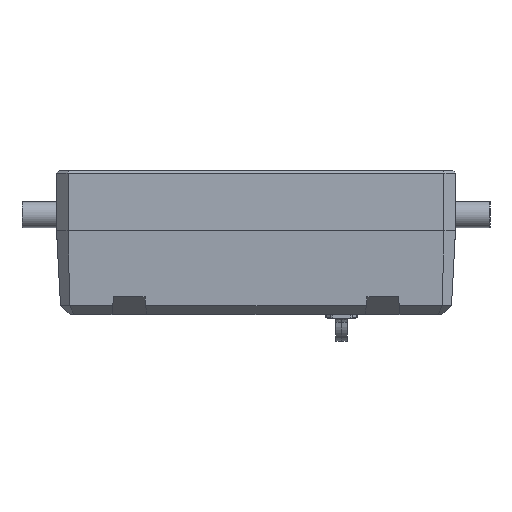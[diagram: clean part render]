
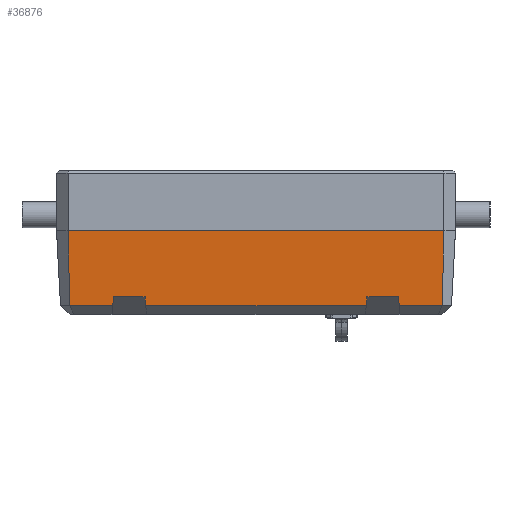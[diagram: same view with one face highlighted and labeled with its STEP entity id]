
A CAD part, top view. The second image highlights one B-rep face of the part: STEP entity #36876.
In plain terms, the highlighted planar face has unit normal (0, -0.052, 0.999).
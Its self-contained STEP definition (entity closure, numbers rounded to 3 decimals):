
#152 = VECTOR ( 'NONE', #29007, 1000. ) ;
#237 = DIRECTION ( 'NONE',  ( -0.087, -0.995, -0.052 ) ) ;
#300 = EDGE_CURVE ( 'NONE', #2642, #5063, #17845, .T. ) ;
#442 = LINE ( 'NONE', #2921, #17881 ) ;
#733 = ORIENTED_EDGE ( 'NONE', *, *, #4957, .T. ) ;
#783 = VECTOR ( 'NONE', #30468, 1000. ) ;
#976 = LINE ( 'NONE', #18580, #10591 ) ;
#1000 = VERTEX_POINT ( 'NONE', #7574 ) ;
#1004 = VECTOR ( 'NONE', #26545, 1000. ) ;
#1178 = DIRECTION ( 'NONE',  ( -0.087, 0.995, 0.052 ) ) ;
#1980 = CARTESIAN_POINT ( 'NONE',  ( 32.625, 12.5, 17.25 ) ) ;
#2642 = VERTEX_POINT ( 'NONE', #5028 ) ;
#2668 = CARTESIAN_POINT ( 'NONE',  ( -24.733, 1.047, 16.65 ) ) ;
#2921 = CARTESIAN_POINT ( 'NONE',  ( 19.267, 1.047, 16.65 ) ) ;
#3097 = CARTESIAN_POINT ( 'NONE',  ( 0., -0.502, 16.569 ) ) ;
#3801 = LINE ( 'NONE', #12686, #783 ) ;
#4509 = ORIENTED_EDGE ( 'NONE', *, *, #33162, .F. ) ;
#4593 = EDGE_CURVE ( 'NONE', #36468, #6966, #32643, .T. ) ;
#4957 = EDGE_CURVE ( 'NONE', #9217, #14221, #34871, .T. ) ;
#4984 = CARTESIAN_POINT ( 'NONE',  ( 32.343, -0.502, 16.569 ) ) ;
#5028 = CARTESIAN_POINT ( 'NONE',  ( -32.343, -0.502, 16.569 ) ) ;
#5063 = VERTEX_POINT ( 'NONE', #16068 ) ;
#5071 = EDGE_CURVE ( 'NONE', #18641, #21804, #3801, .T. ) ;
#5219 = CARTESIAN_POINT ( 'NONE',  ( -24.733, 1.047, 16.65 ) ) ;
#5587 = LINE ( 'NONE', #5219, #36647 ) ;
#5716 = CARTESIAN_POINT ( 'NONE',  ( -19., 1.047, 16.65 ) ) ;
#6835 = EDGE_CURVE ( 'NONE', #14221, #2642, #34587, .T. ) ;
#6966 = VERTEX_POINT ( 'NONE', #4984 ) ;
#7180 = CARTESIAN_POINT ( 'NONE',  ( 24.869, -0.502, 16.569 ) ) ;
#7373 = EDGE_CURVE ( 'NONE', #6966, #9217, #33161, .T. ) ;
#7574 = CARTESIAN_POINT ( 'NONE',  ( 19.131, -0.502, 16.569 ) ) ;
#7591 = CARTESIAN_POINT ( 'NONE',  ( -32.625, 12.5, 17.25 ) ) ;
#8138 = ORIENTED_EDGE ( 'NONE', *, *, #6835, .T. ) ;
#8524 = EDGE_CURVE ( 'NONE', #36985, #26768, #15385, .T. ) ;
#8544 = ORIENTED_EDGE ( 'NONE', *, *, #5071, .F. ) ;
#9217 = VERTEX_POINT ( 'NONE', #1980 ) ;
#9324 = CARTESIAN_POINT ( 'NONE',  ( 0., -0.502, 16.569 ) ) ;
#9430 = LINE ( 'NONE', #26670, #26584 ) ;
#9664 = ORIENTED_EDGE ( 'NONE', *, *, #22977, .F. ) ;
#10591 = VECTOR ( 'NONE', #1178, 1000. ) ;
#10671 = EDGE_CURVE ( 'NONE', #18641, #1000, #9430, .T. ) ;
#12685 = VERTEX_POINT ( 'NONE', #2668 ) ;
#12686 = CARTESIAN_POINT ( 'NONE',  ( -19.131, -0.502, 16.569 ) ) ;
#13440 = VECTOR ( 'NONE', #23901, 1000. ) ;
#13943 = EDGE_CURVE ( 'NONE', #21804, #12685, #31463, .T. ) ;
#14221 = VERTEX_POINT ( 'NONE', #7591 ) ;
#14673 = CARTESIAN_POINT ( 'NONE',  ( -32.625, 12.5, 17.25 ) ) ;
#15344 = CARTESIAN_POINT ( 'NONE',  ( -19.131, -0.502, 16.569 ) ) ;
#15385 = LINE ( 'NONE', #20504, #27066 ) ;
#16068 = CARTESIAN_POINT ( 'NONE',  ( -24.869, -0.502, 16.569 ) ) ;
#17845 = LINE ( 'NONE', #9324, #18377 ) ;
#17881 = VECTOR ( 'NONE', #237, 1000. ) ;
#18212 = CARTESIAN_POINT ( 'NONE',  ( 24.733, 1.047, 16.65 ) ) ;
#18377 = VECTOR ( 'NONE', #21065, 1000. ) ;
#18580 = CARTESIAN_POINT ( 'NONE',  ( 24.869, -0.502, 16.569 ) ) ;
#18641 = VERTEX_POINT ( 'NONE', #15344 ) ;
#19093 = ORIENTED_EDGE ( 'NONE', *, *, #8524, .T. ) ;
#19177 = DIRECTION ( 'NONE',  ( 0., -0.052, 0.999 ) ) ;
#20504 = CARTESIAN_POINT ( 'NONE',  ( 19., 1.047, 16.65 ) ) ;
#20991 = VECTOR ( 'NONE', #31547, 1000. ) ;
#21065 = DIRECTION ( 'NONE',  ( 1., 0., 0. ) ) ;
#21804 = VERTEX_POINT ( 'NONE', #32371 ) ;
#22977 = EDGE_CURVE ( 'NONE', #36468, #26768, #976, .T. ) ;
#23036 = ORIENTED_EDGE ( 'NONE', *, *, #10671, .T. ) ;
#23652 = EDGE_CURVE ( 'NONE', #12685, #5063, #5587, .T. ) ;
#23662 = CARTESIAN_POINT ( 'NONE',  ( -34.625, 12.5, 17.25 ) ) ;
#23854 = CARTESIAN_POINT ( 'NONE',  ( 32.343, -0.502, 16.569 ) ) ;
#23901 = DIRECTION ( 'NONE',  ( 1., 0., 0. ) ) ;
#26545 = DIRECTION ( 'NONE',  ( 0.022, 0.998, 0.052 ) ) ;
#26584 = VECTOR ( 'NONE', #35382, 1000. ) ;
#26670 = CARTESIAN_POINT ( 'NONE',  ( 0., -0.502, 16.569 ) ) ;
#26768 = VERTEX_POINT ( 'NONE', #18212 ) ;
#26963 = DIRECTION ( 'NONE',  ( 1., 0., 0. ) ) ;
#27066 = VECTOR ( 'NONE', #26963, 1000. ) ;
#27517 = ORIENTED_EDGE ( 'NONE', *, *, #4593, .T. ) ;
#28086 = DIRECTION ( 'NONE',  ( -1., 0., 0. ) ) ;
#28330 = DIRECTION ( 'NONE',  ( -0.087, -0.995, -0.052 ) ) ;
#28618 = DIRECTION ( 'NONE',  ( -1., 0., 0. ) ) ;
#29007 = DIRECTION ( 'NONE',  ( -1., 0., 0. ) ) ;
#30204 = CARTESIAN_POINT ( 'NONE',  ( -34.625, 12.5, 17.25 ) ) ;
#30468 = DIRECTION ( 'NONE',  ( -0.087, 0.995, 0.052 ) ) ;
#30922 = PLANE ( 'NONE',  #31284 ) ;
#31284 = AXIS2_PLACEMENT_3D ( 'NONE', #30204, #19177, #28086 ) ;
#31463 = LINE ( 'NONE', #5716, #37107 ) ;
#31547 = DIRECTION ( 'NONE',  ( 0.022, -0.998, -0.052 ) ) ;
#32371 = CARTESIAN_POINT ( 'NONE',  ( -19.267, 1.047, 16.65 ) ) ;
#32643 = LINE ( 'NONE', #3097, #13440 ) ;
#33161 = LINE ( 'NONE', #23854, #1004 ) ;
#33162 = EDGE_CURVE ( 'NONE', #36985, #1000, #442, .T. ) ;
#33317 = ORIENTED_EDGE ( 'NONE', *, *, #300, .T. ) ;
#33399 = CARTESIAN_POINT ( 'NONE',  ( 19.267, 1.047, 16.65 ) ) ;
#33585 = FACE_OUTER_BOUND ( 'NONE', #34428, .T. ) ;
#34428 = EDGE_LOOP ( 'NONE', ( #35833, #37212, #8544, #23036, #4509, #19093, #9664, #27517, #34614, #733, #8138, #33317 ) ) ;
#34587 = LINE ( 'NONE', #14673, #20991 ) ;
#34614 = ORIENTED_EDGE ( 'NONE', *, *, #7373, .T. ) ;
#34871 = LINE ( 'NONE', #23662, #152 ) ;
#35382 = DIRECTION ( 'NONE',  ( 1., 0., 0. ) ) ;
#35833 = ORIENTED_EDGE ( 'NONE', *, *, #23652, .F. ) ;
#36468 = VERTEX_POINT ( 'NONE', #7180 ) ;
#36647 = VECTOR ( 'NONE', #28330, 1000. ) ;
#36876 = ADVANCED_FACE ( 'NONE', ( #33585 ), #30922, .T. ) ;
#36985 = VERTEX_POINT ( 'NONE', #33399 ) ;
#37107 = VECTOR ( 'NONE', #28618, 1000. ) ;
#37212 = ORIENTED_EDGE ( 'NONE', *, *, #13943, .F. ) ;
